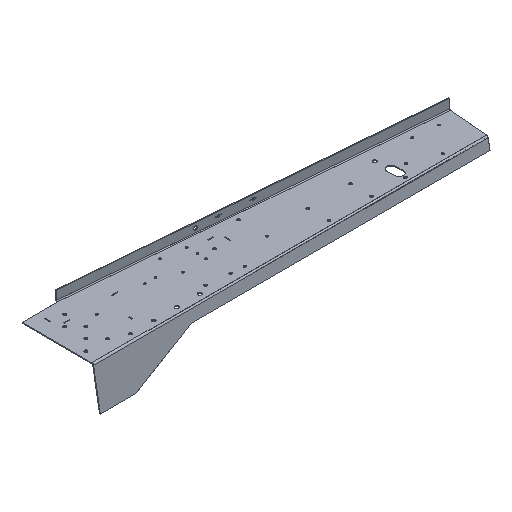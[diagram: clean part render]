
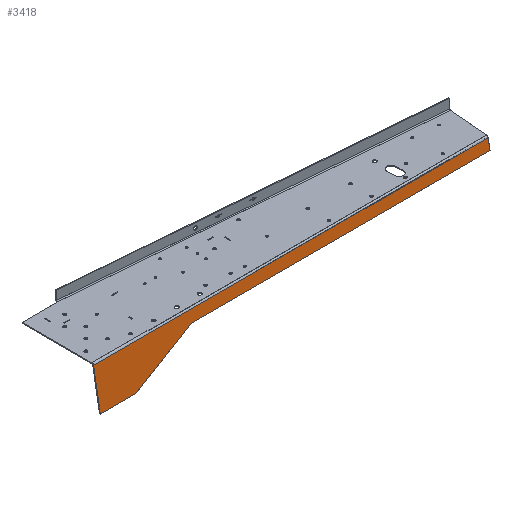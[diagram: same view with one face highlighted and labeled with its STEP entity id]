
A CAD part, isometric view. The second image highlights one B-rep face of the part: STEP entity #3418.
In plain terms, the highlighted planar face has unit normal (0, -0.985, 0.17).
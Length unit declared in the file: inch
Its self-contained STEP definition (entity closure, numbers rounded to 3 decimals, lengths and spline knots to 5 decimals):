
#45 = CARTESIAN_POINT ( 'NONE',  ( 0., -1.18142, -5.66592 ) ) ;
#132 = EDGE_CURVE ( 'NONE', #141, #1793, #4157, .T. ) ;
#141 = VERTEX_POINT ( 'NONE', #1641 ) ;
#244 = VECTOR ( 'NONE', #3097, 39.37008 ) ;
#481 = DIRECTION ( 'NONE',  ( 0., 0.17, 0.985 ) ) ;
#509 = FACE_OUTER_BOUND ( 'NONE', #2324, .T. ) ;
#532 = ORIENTED_EDGE ( 'NONE', *, *, #1862, .F. ) ;
#743 = EDGE_CURVE ( 'NONE', #2863, #4204, #3326, .T. ) ;
#784 = LINE ( 'NONE', #2658, #4080 ) ;
#848 = VECTOR ( 'NONE', #1504, 39.37008 ) ;
#878 = CARTESIAN_POINT ( 'NONE',  ( 8.5, -0.49167, -1.67684 ) ) ;
#992 = CARTESIAN_POINT ( 'NONE',  ( -5., -0.1988, 0.01691 ) ) ;
#997 = EDGE_CURVE ( 'NONE', #1066, #2863, #3854, .T. ) ;
#1066 = VERTEX_POINT ( 'NONE', #1354 ) ;
#1223 = DIRECTION ( 'NONE',  ( 0., 0.985, -0.17 ) ) ;
#1354 = CARTESIAN_POINT ( 'NONE',  ( -5., -0.2361, -0.19878 ) ) ;
#1377 = ORIENTED_EDGE ( 'NONE', *, *, #743, .T. ) ;
#1457 = ORIENTED_EDGE ( 'NONE', *, *, #2493, .T. ) ;
#1504 = DIRECTION ( 'NONE',  ( 1., 0., 0. ) ) ;
#1641 = CARTESIAN_POINT ( 'NONE',  ( 50.53311, -0.49167, -1.67684 ) ) ;
#1727 = LINE ( 'NONE', #3865, #244 ) ;
#1793 = VERTEX_POINT ( 'NONE', #3360 ) ;
#1827 = DIRECTION ( 'NONE',  ( -0.903, -0.073, -0.424 ) ) ;
#1862 = EDGE_CURVE ( 'NONE', #1066, #1936, #1727, .T. ) ;
#1898 = CARTESIAN_POINT ( 'NONE',  ( 0., -0.1988, 0.01691 ) ) ;
#1936 = VERTEX_POINT ( 'NONE', #2869 ) ;
#2073 = VECTOR ( 'NONE', #3567, 39.37008 ) ;
#2250 = VECTOR ( 'NONE', #1827, 39.37008 ) ;
#2324 = EDGE_LOOP ( 'NONE', ( #4033, #4090, #1457, #532, #2932, #1377 ) ) ;
#2493 = EDGE_CURVE ( 'NONE', #141, #1936, #784, .T. ) ;
#2658 = CARTESIAN_POINT ( 'NONE',  ( 50.53311, -0.1988, 0.01691 ) ) ;
#2862 = EDGE_CURVE ( 'NONE', #1793, #4204, #2976, .T. ) ;
#2863 = VERTEX_POINT ( 'NONE', #3262 ) ;
#2869 = CARTESIAN_POINT ( 'NONE',  ( 50.53311, -0.2361, -0.19878 ) ) ;
#2932 = ORIENTED_EDGE ( 'NONE', *, *, #997, .T. ) ;
#2934 = AXIS2_PLACEMENT_3D ( 'NONE', #1898, #1223, #481 ) ;
#2976 = LINE ( 'NONE', #4343, #2250 ) ;
#3097 = DIRECTION ( 'NONE',  ( 1., 0., 0. ) ) ;
#3262 = CARTESIAN_POINT ( 'NONE',  ( -5., -1.18142, -5.66592 ) ) ;
#3326 = LINE ( 'NONE', #45, #848 ) ;
#3360 = CARTESIAN_POINT ( 'NONE',  ( 8.5, -0.49167, -1.67684 ) ) ;
#3418 = ADVANCED_FACE ( 'NONE', ( #509 ), #4437, .F. ) ;
#3449 = VECTOR ( 'NONE', #4621, 39.37008 ) ;
#3567 = DIRECTION ( 'NONE',  ( 0., -0.17, -0.985 ) ) ;
#3854 = LINE ( 'NONE', #992, #2073 ) ;
#3865 = CARTESIAN_POINT ( 'NONE',  ( 50.53311, -0.2361, -0.19878 ) ) ;
#4033 = ORIENTED_EDGE ( 'NONE', *, *, #2862, .F. ) ;
#4066 = DIRECTION ( 'NONE',  ( 0., 0.17, 0.985 ) ) ;
#4071 = CARTESIAN_POINT ( 'NONE',  ( 0., -1.18142, -5.66592 ) ) ;
#4080 = VECTOR ( 'NONE', #4066, 39.37008 ) ;
#4090 = ORIENTED_EDGE ( 'NONE', *, *, #132, .F. ) ;
#4157 = LINE ( 'NONE', #878, #3449 ) ;
#4204 = VERTEX_POINT ( 'NONE', #4071 ) ;
#4343 = CARTESIAN_POINT ( 'NONE',  ( 0., -1.18142, -5.66592 ) ) ;
#4437 = PLANE ( 'NONE',  #2934 ) ;
#4621 = DIRECTION ( 'NONE',  ( -1., 0., 0. ) ) ;
